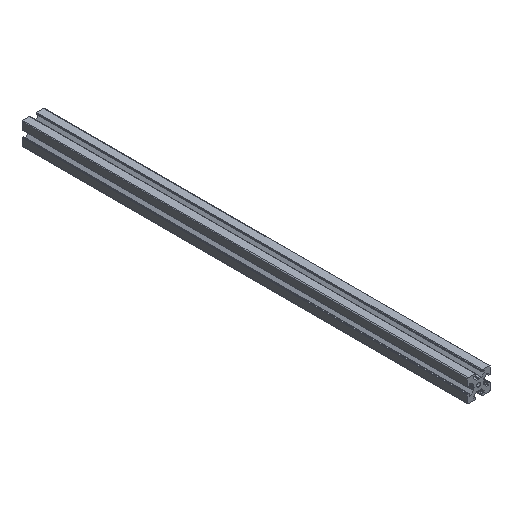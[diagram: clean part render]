
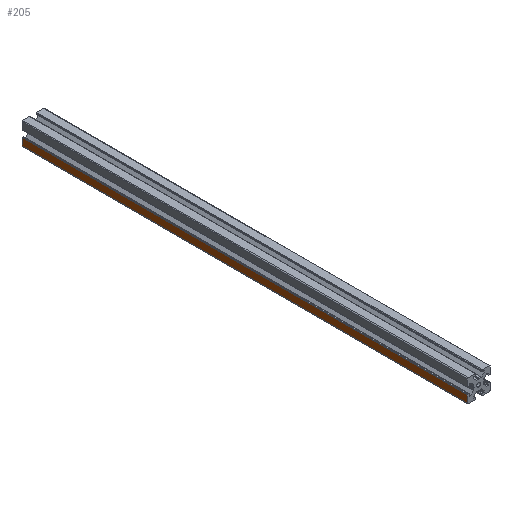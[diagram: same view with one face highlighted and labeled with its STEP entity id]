
A CAD part, isometric view. The second image highlights one B-rep face of the part: STEP entity #205.
In plain terms, the highlighted planar face has unit normal (-1, 0, 0).
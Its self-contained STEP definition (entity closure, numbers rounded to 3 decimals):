
#77 = CARTESIAN_POINT ( 'NONE',  ( 0., 594., -19.5 ) ) ;
#125 = DIRECTION ( 'NONE',  ( 0., -1., 0. ) ) ;
#205 = ADVANCED_FACE ( 'NONE', ( #1603 ), #2394, .T. ) ;
#387 = DIRECTION ( 'NONE',  ( -1., 0., 0. ) ) ;
#489 = VERTEX_POINT ( 'NONE', #1513 ) ;
#496 = VECTOR ( 'NONE', #125, 1000. ) ;
#751 = ORIENTED_EDGE ( 'NONE', *, *, #2668, .T. ) ;
#822 = LINE ( 'NONE', #2544, #1448 ) ;
#834 = ORIENTED_EDGE ( 'NONE', *, *, #2526, .F. ) ;
#887 = VERTEX_POINT ( 'NONE', #1783 ) ;
#890 = LINE ( 'NONE', #2928, #496 ) ;
#895 = CARTESIAN_POINT ( 'NONE',  ( 0., 0., -19.5 ) ) ;
#956 = LINE ( 'NONE', #1996, #1492 ) ;
#1089 = DIRECTION ( 'NONE',  ( 0., -1., 0. ) ) ;
#1278 = EDGE_LOOP ( 'NONE', ( #2316, #751, #834, #3143 ) ) ;
#1323 = LINE ( 'NONE', #77, #2153 ) ;
#1403 = DIRECTION ( 'NONE',  ( 0., 0., 1. ) ) ;
#1448 = VECTOR ( 'NONE', #1811, 1000. ) ;
#1492 = VECTOR ( 'NONE', #2009, 1000. ) ;
#1513 = CARTESIAN_POINT ( 'NONE',  ( 0., 0., -29. ) ) ;
#1603 = FACE_OUTER_BOUND ( 'NONE', #1278, .T. ) ;
#1653 = CARTESIAN_POINT ( 'NONE',  ( 0., 594., 0. ) ) ;
#1783 = CARTESIAN_POINT ( 'NONE',  ( 0., 594., -19.5 ) ) ;
#1811 = DIRECTION ( 'NONE',  ( 0., 0., -1. ) ) ;
#1826 = VERTEX_POINT ( 'NONE', #895 ) ;
#1996 = CARTESIAN_POINT ( 'NONE',  ( 0., 594., 0. ) ) ;
#2009 = DIRECTION ( 'NONE',  ( 0., 0., -1. ) ) ;
#2042 = CARTESIAN_POINT ( 'NONE',  ( 0., 594., -29. ) ) ;
#2066 = AXIS2_PLACEMENT_3D ( 'NONE', #1653, #387, #1403 ) ;
#2122 = EDGE_CURVE ( 'NONE', #887, #1826, #1323, .T. ) ;
#2153 = VECTOR ( 'NONE', #1089, 1000. ) ;
#2316 = ORIENTED_EDGE ( 'NONE', *, *, #3244, .T. ) ;
#2394 = PLANE ( 'NONE',  #2066 ) ;
#2526 = EDGE_CURVE ( 'NONE', #1826, #489, #822, .T. ) ;
#2536 = VERTEX_POINT ( 'NONE', #2042 ) ;
#2544 = CARTESIAN_POINT ( 'NONE',  ( 0., 0., 0. ) ) ;
#2668 = EDGE_CURVE ( 'NONE', #2536, #489, #890, .T. ) ;
#2928 = CARTESIAN_POINT ( 'NONE',  ( 0., 594., -29. ) ) ;
#3143 = ORIENTED_EDGE ( 'NONE', *, *, #2122, .F. ) ;
#3244 = EDGE_CURVE ( 'NONE', #887, #2536, #956, .T. ) ;
